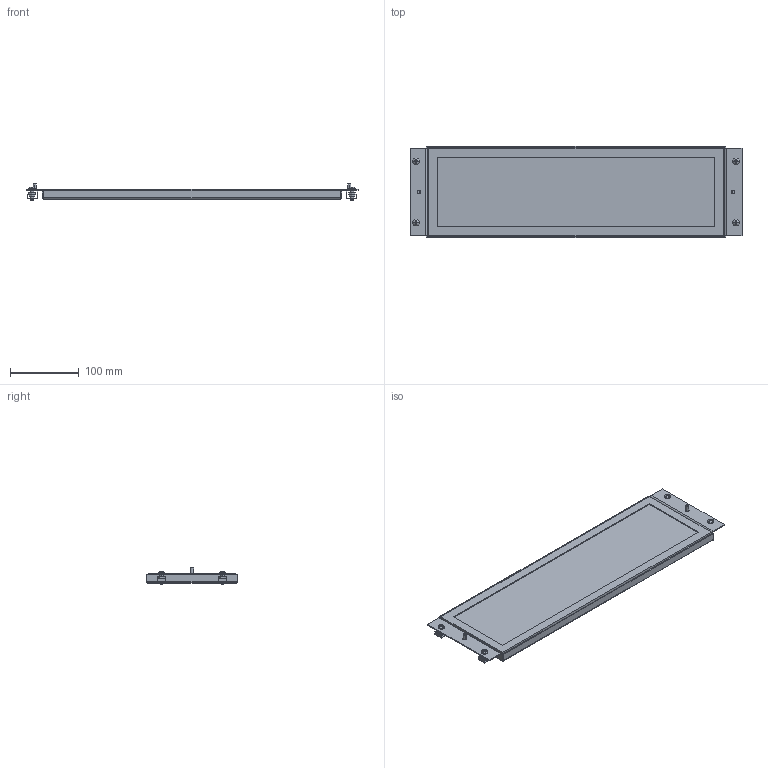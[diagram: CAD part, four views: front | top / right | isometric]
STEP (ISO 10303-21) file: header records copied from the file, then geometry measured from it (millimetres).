
FILE_DESCRIPTION((''),'2;1');
FILE_NAME('396149_ASM','2005-01-05T',('mdecker'),('CRENLO, LLC'),'PRO/ENGINEER BY PARAMETRIC TECHNOLOGY CORPORATION, 2004360','PRO/ENGINEER BY PARAMETRIC TECHNOLOGY CORPORATION, 2004360','');
FILE_SCHEMA(('AUTOMOTIVE_DESIGN_CC2 { 1 2 10303 214 -1 1 5 2 }'));
Length unit declared in the file: inch
Products named in the file (7): 446072; 267125; 446072_ASM; 945005; 945026; 945126; 396149_ASM
Assembly tree (13 placements, depth 3):
  396149_ASM
    446072_ASM
      446072
      267125  x2
    945005  x4
    945026  x4
    945126
Bounding box: 482.6 x 133.35 x 23.88 mm (x, y, z)
Volume: 621096.9 mm3; surface area: 204386.3 mm2
Topology: 12 solids, 12 shells, 464 faces, 1180 edges, 740 vertices
Faces by surface type: plane 228, cylinder 136, bspline 56, cone 28, sphere 8, torus 8
Entity records: 7439 total; most frequent: CARTESIAN_POINT 1963, DIRECTION 950, ORIENTED_EDGE 940, EDGE_CURVE 470, AXIS2_PLACEMENT_3D 317, VECTOR 316, LINE 316, VERTEX_POINT 292
